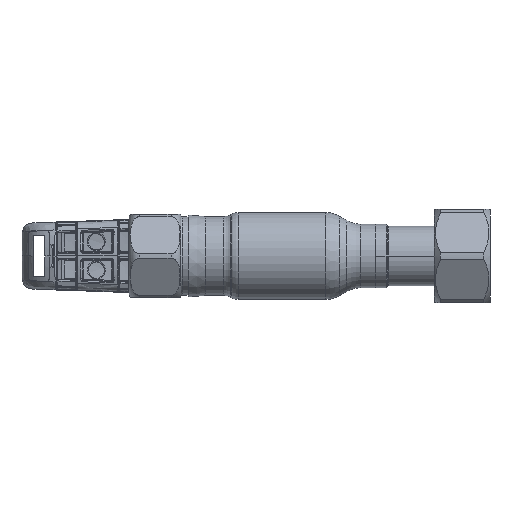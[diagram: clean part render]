
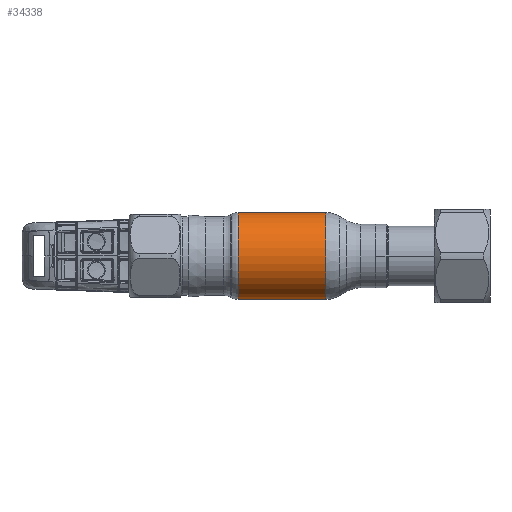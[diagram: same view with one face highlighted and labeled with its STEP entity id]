
A CAD part, front view. The second image highlights one B-rep face of the part: STEP entity #34338.
In plain terms, the highlighted cylindrical face has radius 12.5 mm (diameter 25 mm), a partial arc.
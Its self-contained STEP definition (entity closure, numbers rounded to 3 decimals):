
#1834 = EDGE_CURVE ( 'NONE', #3965, #48219, #18357, .T. ) ;
#3965 = VERTEX_POINT ( 'NONE', #13992 ) ;
#8000 = AXIS2_PLACEMENT_3D ( 'NONE', #34914, #40297, #63569 ) ;
#9084 = CARTESIAN_POINT ( 'NONE',  ( -12.606, 0., 12.5 ) ) ;
#12731 = EDGE_LOOP ( 'NONE', ( #41250, #65695, #63914, #28599 ) ) ;
#13992 = CARTESIAN_POINT ( 'NONE',  ( 12.606, 0., 12.5 ) ) ;
#15307 = VECTOR ( 'NONE', #39346, 1000. ) ;
#16466 = CARTESIAN_POINT ( 'NONE',  ( 62.69, 0., 12.5 ) ) ;
#16467 = DIRECTION ( 'NONE',  ( 1., 0., 0. ) ) ;
#16707 = VERTEX_POINT ( 'NONE', #28063 ) ;
#18357 = CIRCLE ( 'NONE', #8000, 12.5 ) ;
#20608 = AXIS2_PLACEMENT_3D ( 'NONE', #49908, #16467, #55551 ) ;
#20723 = FACE_OUTER_BOUND ( 'NONE', #12731, .T. ) ;
#23020 = VECTOR ( 'NONE', #54819, 1000. ) ;
#28063 = CARTESIAN_POINT ( 'NONE',  ( -12.606, 0., -12.5 ) ) ;
#28599 = ORIENTED_EDGE ( 'NONE', *, *, #1834, .F. ) ;
#34338 = ADVANCED_FACE ( 'NONE', ( #20723 ), #37260, .T. ) ;
#34914 = CARTESIAN_POINT ( 'NONE',  ( 12.606, 0., 0. ) ) ;
#34962 = DIRECTION ( 'NONE',  ( 0., 0., -1. ) ) ;
#37260 = CYLINDRICAL_SURFACE ( 'NONE', #66018, 12.5 ) ;
#37943 = LINE ( 'NONE', #16466, #15307 ) ;
#39346 = DIRECTION ( 'NONE',  ( 1., 0., 0. ) ) ;
#40098 = DIRECTION ( 'NONE',  ( 1., 0., 0. ) ) ;
#40297 = DIRECTION ( 'NONE',  ( 1., 0., 0. ) ) ;
#41250 = ORIENTED_EDGE ( 'NONE', *, *, #47525, .F. ) ;
#47525 = EDGE_CURVE ( 'NONE', #64189, #3965, #37943, .T. ) ;
#48219 = VERTEX_POINT ( 'NONE', #48809 ) ;
#48809 = CARTESIAN_POINT ( 'NONE',  ( 12.606, 0., -12.5 ) ) ;
#49908 = CARTESIAN_POINT ( 'NONE',  ( -12.606, 0., 0. ) ) ;
#54819 = DIRECTION ( 'NONE',  ( 1., 0., 0. ) ) ;
#55551 = DIRECTION ( 'NONE',  ( 0., 0., -1. ) ) ;
#56530 = CARTESIAN_POINT ( 'NONE',  ( 62.69, 0., 0. ) ) ;
#60597 = LINE ( 'NONE', #65828, #23020 ) ;
#63569 = DIRECTION ( 'NONE',  ( 0., 0., -1. ) ) ;
#63914 = ORIENTED_EDGE ( 'NONE', *, *, #71637, .T. ) ;
#64189 = VERTEX_POINT ( 'NONE', #9084 ) ;
#65695 = ORIENTED_EDGE ( 'NONE', *, *, #71786, .T. ) ;
#65828 = CARTESIAN_POINT ( 'NONE',  ( 62.69, 0., -12.5 ) ) ;
#66018 = AXIS2_PLACEMENT_3D ( 'NONE', #56530, #40098, #34962 ) ;
#71637 = EDGE_CURVE ( 'NONE', #16707, #48219, #60597, .T. ) ;
#71786 = EDGE_CURVE ( 'NONE', #64189, #16707, #71889, .T. ) ;
#71889 = CIRCLE ( 'NONE', #20608, 12.5 ) ;
